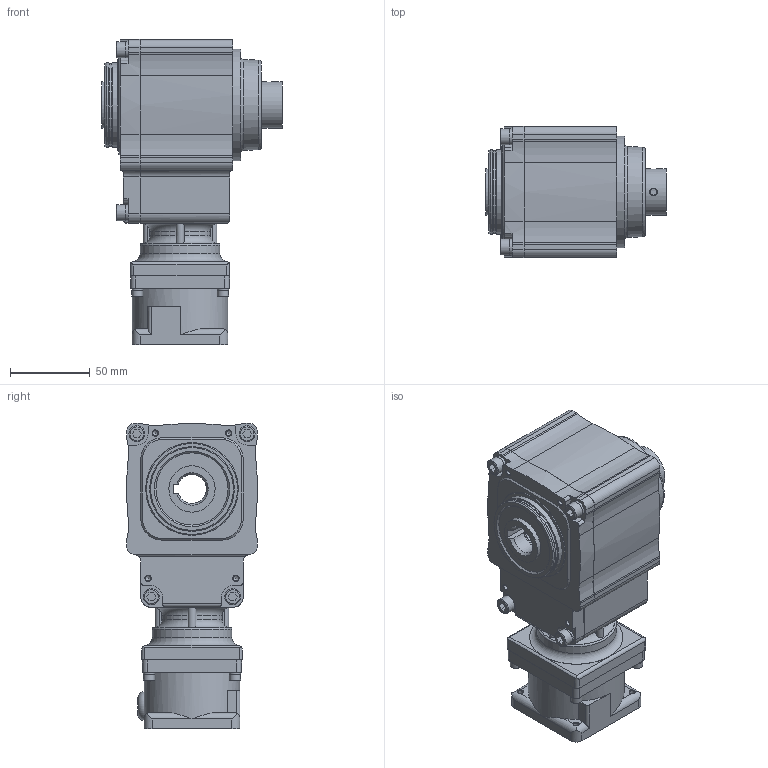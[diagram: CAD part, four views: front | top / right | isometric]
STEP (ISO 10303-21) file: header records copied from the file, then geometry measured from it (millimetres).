
FILE_DESCRIPTION( ( 'STEP AP203' ), ' ' );
FILE_NAME( 'AFCZ18S-10L200S3(None).stp', '2018-07-17T03:02:23', ( '' ), ( '' ), ' ', 'PARTsolutions', ' ' );
FILE_SCHEMA( ( 'CONFIG_CONTROL_DESIGN' ) );
Length unit declared in the file: millimetre
Products named in the file (3): AFCZ18S-10L200S3(None); _AFC18S-3_Gear head; _1218F-200-S3_200W_Bracket
Assembly tree (2 placements, depth 2):
  AFCZ18S-10L200S3(None)
    _AFC18S-3_Gear head
    _1218F-200-S3_200W_Bracket
Bounding box: 113 x 82 x 191 mm (x, y, z)
Volume: 830758 mm3; surface area: 96165 mm2
Topology: 2 solids, 2 shells, 506 faces, 1257 edges, 809 vertices
Faces by surface type: plane 251, cylinder 192, cone 53, torus 10
Full cylindrical faces by diameter (mm): 3.242 x8, 4 x1, 4.134 x2, 4.917 x4, 6.9 x4, 7 x9, 9.9 x4, 10 x8, 11 x1, 11.5 x1, 29 x2, 29.5 x1, 45 x1, 48 x1, 50 x2, 51.6 x1, 53 x2, 58.58 x1, 60 x1, 70 x1
Entity records: 15524 total; most frequent: CARTESIAN_POINT 3733, DIRECTION 2470, ORIENTED_EDGE 2238, EDGE_CURVE 1119, AXIS2_PLACEMENT_3D 925, VERTEX_POINT 790, EDGE_LOOP 686, LINE 620
